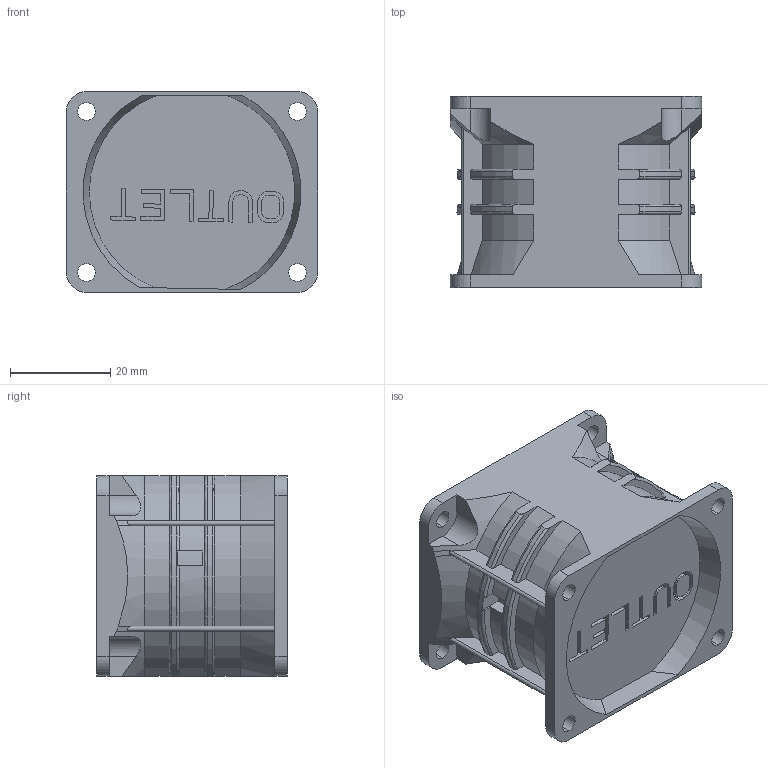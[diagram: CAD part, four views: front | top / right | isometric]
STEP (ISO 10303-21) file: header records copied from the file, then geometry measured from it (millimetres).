
FILE_DESCRIPTION((''),'2;1');
FILE_NAME('410022860005','2015-03-27T',('durant.qian'),(''),'CREO PARAMETRIC BY PTC INC, 2014440','CREO PARAMETRIC BY PTC INC, 2014440','');
FILE_SCHEMA(('CONFIG_CONTROL_DESIGN'));
Length unit declared in the file: millimetre
Products named in the file (1): 410022860005
Bounding box: 50 x 38 x 40 mm (x, y, z)
Volume: 46930.6 mm3; surface area: 13910 mm2
Topology: 1 solids, 1 shells, 350 faces, 1006 edges, 672 vertices
Faces by surface type: plane 223, cylinder 79, torus 24, cone 20, bspline 4
Entity records: 12269 total; most frequent: CARTESIAN_POINT 3127, ORIENTED_EDGE 2012, DIRECTION 1738, EDGE_CURVE 1006, VECTOR 674, LINE 674, VERTEX_POINT 672, AXIS2_PLACEMENT_3D 532
